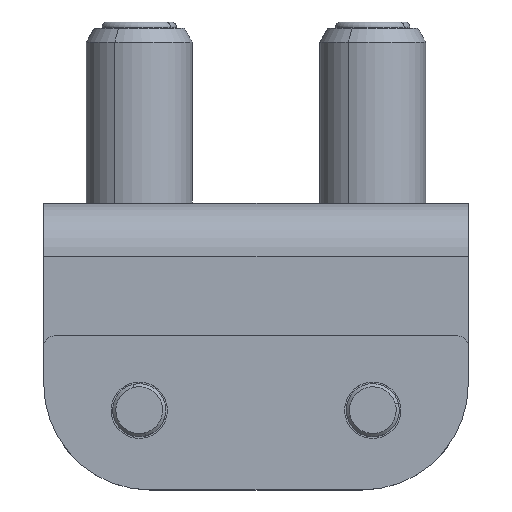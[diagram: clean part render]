
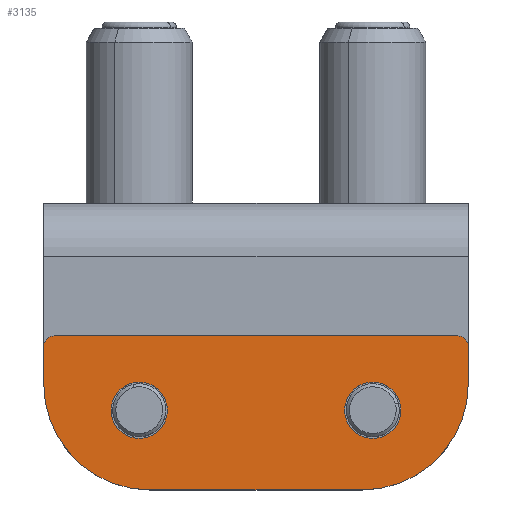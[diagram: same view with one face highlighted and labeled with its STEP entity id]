
A CAD part, top view. The second image highlights one B-rep face of the part: STEP entity #3135.
In plain terms, the highlighted planar face has unit normal (0, 0, 1).
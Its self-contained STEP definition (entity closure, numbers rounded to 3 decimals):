
#4 = AXIS2_PLACEMENT_3D ( 'NONE', #4993, #4664, #2980 ) ;
#13 = EDGE_CURVE ( 'NONE', #318, #1894, #867, .T. ) ;
#20 = VERTEX_POINT ( 'NONE', #324 ) ;
#83 = CARTESIAN_POINT ( 'NONE',  ( -20., 1.5, 2. ) ) ;
#224 = ORIENTED_EDGE ( 'NONE', *, *, #2698, .T. ) ;
#244 = DIRECTION ( 'NONE',  ( 0., 0., 1. ) ) ;
#318 = VERTEX_POINT ( 'NONE', #602 ) ;
#324 = CARTESIAN_POINT ( 'NONE',  ( -19., 2.5, 2. ) ) ;
#352 = DIRECTION ( 'NONE',  ( 1., 0., 0. ) ) ;
#357 = DIRECTION ( 'NONE',  ( 0., 0., 1. ) ) ;
#395 = ORIENTED_EDGE ( 'NONE', *, *, #3785, .T. ) ;
#425 = CARTESIAN_POINT ( 'NONE',  ( 19., 2.5, 2. ) ) ;
#518 = CARTESIAN_POINT ( 'NONE',  ( -20., 2.5, 2. ) ) ;
#551 = ORIENTED_EDGE ( 'NONE', *, *, #1846, .T. ) ;
#579 = CARTESIAN_POINT ( 'NONE',  ( -20., 2.5, 2. ) ) ;
#580 = DIRECTION ( 'NONE',  ( 1., 0., 0. ) ) ;
#589 = EDGE_CURVE ( 'NONE', #4738, #4437, #5212, .T. ) ;
#602 = CARTESIAN_POINT ( 'NONE',  ( -13.65, -4.5, 2. ) ) ;
#644 = CARTESIAN_POINT ( 'NONE',  ( 20., -2., 2. ) ) ;
#763 = CARTESIAN_POINT ( 'NONE',  ( -10., -12., 2. ) ) ;
#796 = CIRCLE ( 'NONE', #4, 10. ) ;
#826 = EDGE_CURVE ( 'NONE', #1894, #318, #2299, .T. ) ;
#867 = CIRCLE ( 'NONE', #3008, 2.65 ) ;
#875 = EDGE_LOOP ( 'NONE', ( #5003, #3743 ) ) ;
#907 = ORIENTED_EDGE ( 'NONE', *, *, #589, .T. ) ;
#993 = AXIS2_PLACEMENT_3D ( 'NONE', #4804, #2580, #4304 ) ;
#1010 = ORIENTED_EDGE ( 'NONE', *, *, #2899, .T. ) ;
#1021 = CARTESIAN_POINT ( 'NONE',  ( 10., -12., 2. ) ) ;
#1029 = ORIENTED_EDGE ( 'NONE', *, *, #2330, .T. ) ;
#1040 = PLANE ( 'NONE',  #1258 ) ;
#1044 = DIRECTION ( 'NONE',  ( 0., 0., 1. ) ) ;
#1048 = CARTESIAN_POINT ( 'NONE',  ( -20., -2., 2. ) ) ;
#1222 = CARTESIAN_POINT ( 'NONE',  ( 20., 1.5, 2. ) ) ;
#1258 = AXIS2_PLACEMENT_3D ( 'NONE', #1504, #2736, #1423 ) ;
#1263 = EDGE_CURVE ( 'NONE', #3937, #4191, #796, .T. ) ;
#1276 = CARTESIAN_POINT ( 'NONE',  ( -11., -4.5, 2. ) ) ;
#1360 = VECTOR ( 'NONE', #5158, 1000. ) ;
#1361 = CIRCLE ( 'NONE', #4050, 10. ) ;
#1399 = CARTESIAN_POINT ( 'NONE',  ( -8.35, -4.5, 2. ) ) ;
#1423 = DIRECTION ( 'NONE',  ( 1., 0., 0. ) ) ;
#1467 = CARTESIAN_POINT ( 'NONE',  ( 11., -4.5, 2. ) ) ;
#1504 = CARTESIAN_POINT ( 'NONE',  ( -10., -2., 2. ) ) ;
#1676 = AXIS2_PLACEMENT_3D ( 'NONE', #1276, #357, #3854 ) ;
#1687 = VERTEX_POINT ( 'NONE', #425 ) ;
#1846 = EDGE_CURVE ( 'NONE', #20, #2221, #2397, .T. ) ;
#1862 = VERTEX_POINT ( 'NONE', #1021 ) ;
#1894 = VERTEX_POINT ( 'NONE', #1399 ) ;
#1961 = DIRECTION ( 'NONE',  ( 0., 0., 1. ) ) ;
#2038 = CARTESIAN_POINT ( 'NONE',  ( -11., -4.5, 2. ) ) ;
#2173 = CARTESIAN_POINT ( 'NONE',  ( 20., 2.5, 2. ) ) ;
#2221 = VERTEX_POINT ( 'NONE', #83 ) ;
#2231 = VECTOR ( 'NONE', #4236, 1000. ) ;
#2299 = CIRCLE ( 'NONE', #1676, 2.65 ) ;
#2325 = DIRECTION ( 'NONE',  ( 1., 0., 0. ) ) ;
#2330 = EDGE_CURVE ( 'NONE', #4437, #1687, #4568, .T. ) ;
#2397 = CIRCLE ( 'NONE', #4737, 1. ) ;
#2404 = CIRCLE ( 'NONE', #2858, 2.65 ) ;
#2417 = EDGE_CURVE ( 'NONE', #2531, #3635, #2404, .T. ) ;
#2531 = VERTEX_POINT ( 'NONE', #4691 ) ;
#2580 = DIRECTION ( 'NONE',  ( 0., 0., 1. ) ) ;
#2698 = EDGE_CURVE ( 'NONE', #1687, #20, #3897, .T. ) ;
#2736 = DIRECTION ( 'NONE',  ( 0., 0., 1. ) ) ;
#2749 = VECTOR ( 'NONE', #5128, 1000. ) ;
#2858 = AXIS2_PLACEMENT_3D ( 'NONE', #1467, #244, #2325 ) ;
#2899 = EDGE_CURVE ( 'NONE', #4191, #1862, #5510, .T. ) ;
#2980 = DIRECTION ( 'NONE',  ( 1., 0., 0. ) ) ;
#3008 = AXIS2_PLACEMENT_3D ( 'NONE', #2038, #4215, #4967 ) ;
#3050 = CARTESIAN_POINT ( 'NONE',  ( -10., -12., 2. ) ) ;
#3084 = DIRECTION ( 'NONE',  ( -1., 0., 0. ) ) ;
#3103 = FACE_OUTER_BOUND ( 'NONE', #4594, .T. ) ;
#3135 = ADVANCED_FACE ( 'NONE', ( #3526, #3103, #3214 ), #1040, .T. ) ;
#3139 = VECTOR ( 'NONE', #3084, 1000. ) ;
#3214 = FACE_BOUND ( 'NONE', #875, .T. ) ;
#3471 = CARTESIAN_POINT ( 'NONE',  ( 10., -2., 2. ) ) ;
#3526 = FACE_BOUND ( 'NONE', #3627, .T. ) ;
#3627 = EDGE_LOOP ( 'NONE', ( #4940, #4424 ) ) ;
#3635 = VERTEX_POINT ( 'NONE', #3792 ) ;
#3743 = ORIENTED_EDGE ( 'NONE', *, *, #826, .F. ) ;
#3785 = EDGE_CURVE ( 'NONE', #1862, #4738, #1361, .T. ) ;
#3792 = CARTESIAN_POINT ( 'NONE',  ( 8.35, -4.5, 2. ) ) ;
#3854 = DIRECTION ( 'NONE',  ( 1., 0., 0. ) ) ;
#3897 = LINE ( 'NONE', #579, #3139 ) ;
#3937 = VERTEX_POINT ( 'NONE', #1048 ) ;
#4005 = DIRECTION ( 'NONE',  ( 1., 0., 0. ) ) ;
#4050 = AXIS2_PLACEMENT_3D ( 'NONE', #3471, #5217, #580 ) ;
#4051 = ORIENTED_EDGE ( 'NONE', *, *, #5318, .T. ) ;
#4077 = CARTESIAN_POINT ( 'NONE',  ( 11., -4.5, 2. ) ) ;
#4191 = VERTEX_POINT ( 'NONE', #3050 ) ;
#4215 = DIRECTION ( 'NONE',  ( 0., 0., 1. ) ) ;
#4236 = DIRECTION ( 'NONE',  ( 1., 0., 0. ) ) ;
#4304 = DIRECTION ( 'NONE',  ( 1., 0., 0. ) ) ;
#4424 = ORIENTED_EDGE ( 'NONE', *, *, #2417, .F. ) ;
#4437 = VERTEX_POINT ( 'NONE', #1222 ) ;
#4550 = ORIENTED_EDGE ( 'NONE', *, *, #1263, .T. ) ;
#4568 = CIRCLE ( 'NONE', #993, 1. ) ;
#4594 = EDGE_LOOP ( 'NONE', ( #224, #551, #4051, #4550, #1010, #395, #907, #1029 ) ) ;
#4664 = DIRECTION ( 'NONE',  ( 0., 0., 1. ) ) ;
#4691 = CARTESIAN_POINT ( 'NONE',  ( 13.65, -4.5, 2. ) ) ;
#4716 = LINE ( 'NONE', #518, #1360 ) ;
#4737 = AXIS2_PLACEMENT_3D ( 'NONE', #4875, #1044, #4005 ) ;
#4738 = VERTEX_POINT ( 'NONE', #644 ) ;
#4804 = CARTESIAN_POINT ( 'NONE',  ( 19., 1.5, 2. ) ) ;
#4875 = CARTESIAN_POINT ( 'NONE',  ( -19., 1.5, 2. ) ) ;
#4940 = ORIENTED_EDGE ( 'NONE', *, *, #5160, .F. ) ;
#4941 = AXIS2_PLACEMENT_3D ( 'NONE', #4077, #1961, #352 ) ;
#4967 = DIRECTION ( 'NONE',  ( 1., 0., 0. ) ) ;
#4993 = CARTESIAN_POINT ( 'NONE',  ( -10., -2., 2. ) ) ;
#5003 = ORIENTED_EDGE ( 'NONE', *, *, #13, .F. ) ;
#5128 = DIRECTION ( 'NONE',  ( 0., 1., 0. ) ) ;
#5158 = DIRECTION ( 'NONE',  ( 0., -1., 0. ) ) ;
#5160 = EDGE_CURVE ( 'NONE', #3635, #2531, #5472, .T. ) ;
#5212 = LINE ( 'NONE', #2173, #2749 ) ;
#5217 = DIRECTION ( 'NONE',  ( 0., 0., 1. ) ) ;
#5318 = EDGE_CURVE ( 'NONE', #2221, #3937, #4716, .T. ) ;
#5472 = CIRCLE ( 'NONE', #4941, 2.65 ) ;
#5510 = LINE ( 'NONE', #763, #2231 ) ;
